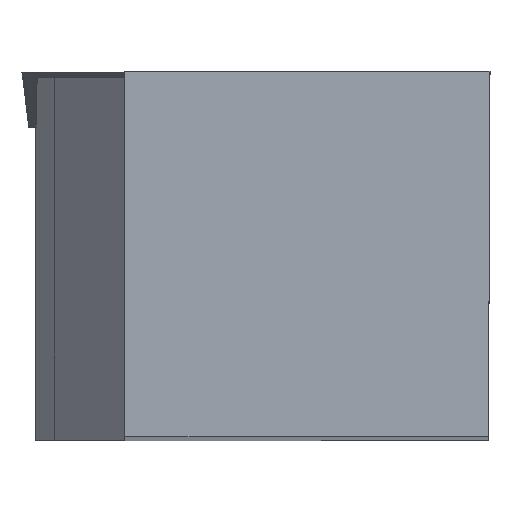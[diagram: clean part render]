
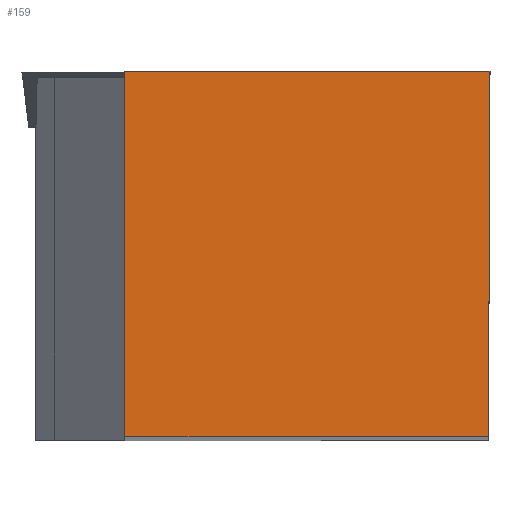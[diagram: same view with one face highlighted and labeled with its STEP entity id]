
A CAD part, top view. The second image highlights one B-rep face of the part: STEP entity #159.
In plain terms, the highlighted planar face has unit normal (0, 0, 1).
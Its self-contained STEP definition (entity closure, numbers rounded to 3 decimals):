
#128=FACE_OUTER_BOUND('',#355,.T.);
#159=ADVANCED_FACE('BLANK_BOXF006',(#128),#184,.F.);
#184=PLANE('',#777);
#206=LINE('',#1067,#261);
#215=LINE('',#1093,#270);
#229=LINE('',#1124,#284);
#231=LINE('',#1127,#286);
#261=VECTOR('',#868,1.);
#270=VECTOR('',#881,1.);
#284=VECTOR('',#903,1.);
#286=VECTOR('',#907,1.);
#355=EDGE_LOOP('',(#487,#488,#489,#490));
#487=ORIENTED_EDGE('',*,*,#630,.F.);
#488=ORIENTED_EDGE('',*,*,#612,.F.);
#489=ORIENTED_EDGE('',*,*,#602,.F.);
#490=ORIENTED_EDGE('',*,*,#628,.F.);
#542=VERTEX_POINT('',#1066);
#543=VERTEX_POINT('',#1068);
#551=VERTEX_POINT('',#1094);
#563=VERTEX_POINT('',#1123);
#602=EDGE_CURVE('',#542,#543,#206,.T.);
#612=EDGE_CURVE('',#543,#551,#215,.T.);
#628=EDGE_CURVE('',#563,#542,#229,.T.);
#630=EDGE_CURVE('',#551,#563,#231,.T.);
#777=AXIS2_PLACEMENT_3D('',#1192,#940,#941);
#868=DIRECTION('',(-0.004,-1.,0.));
#881=DIRECTION('',(-1.,0.,0.));
#903=DIRECTION('',(1.,0.,0.));
#907=DIRECTION('',(0.,1.,0.));
#940=DIRECTION('',(0.,0.,-1.));
#941=DIRECTION('',(-1.,0.,0.));
#1066=CARTESIAN_POINT('',(0.,15.875,0.));
#1067=CARTESIAN_POINT('',(0.421,112.349,0.));
#1068=CARTESIAN_POINT('',(-0.069,0.,0.));
#1093=CARTESIAN_POINT('',(112.35,0.,0.));
#1094=CARTESIAN_POINT('',(-15.875,0.,0.));
#1123=CARTESIAN_POINT('',(-15.875,15.875,0.));
#1124=CARTESIAN_POINT('',(-112.35,15.875,0.));
#1127=CARTESIAN_POINT('',(-15.875,-112.35,0.));
#1192=CARTESIAN_POINT('',(-31.35,-5.,0.));
